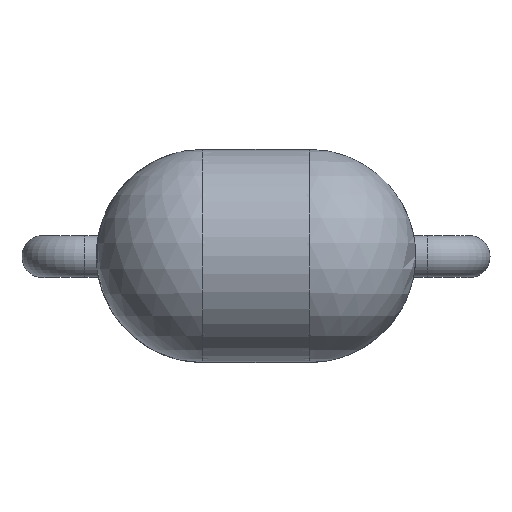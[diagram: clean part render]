
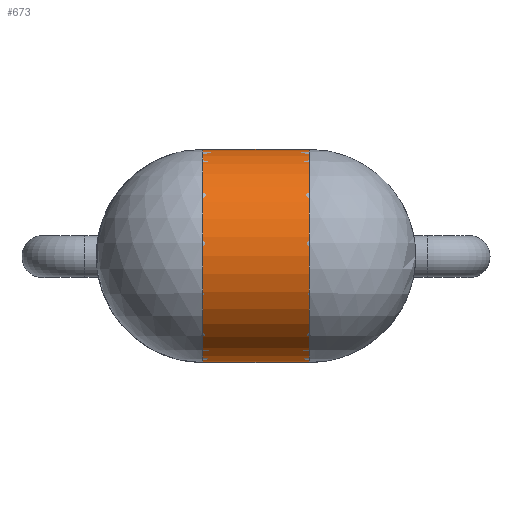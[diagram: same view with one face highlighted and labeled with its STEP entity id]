
A CAD part, top view. The second image highlights one B-rep face of the part: STEP entity #673.
In plain terms, the highlighted cylindrical face has radius 1.27 mm (diameter 2.54 mm), a partial arc.
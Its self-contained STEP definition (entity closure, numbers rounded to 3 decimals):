
#57=LINE($,#1068,#71);
#58=LINE($,#1071,#72);
#71=VECTOR($,#878,1.27);
#72=VECTOR($,#881,1.27);
#146=FACE_OUTER_BOUND($,#210,.T.);
#210=EDGE_LOOP($,(#488,#489,#490,#491));
#266=CIRCLE($,#753,1.27);
#267=CIRCLE($,#754,1.27);
#320=VERTEX_POINT($,#1064);
#321=VERTEX_POINT($,#1065);
#322=VERTEX_POINT($,#1067);
#323=VERTEX_POINT($,#1069);
#384=EDGE_CURVE($,#320,#321,#266,.T.);
#385=EDGE_CURVE($,#322,#321,#57,.T.);
#386=EDGE_CURVE($,#323,#322,#267,.T.);
#387=EDGE_CURVE($,#323,#320,#58,.T.);
#488=ORIENTED_EDGE($,*,*,#384,.T.);
#489=ORIENTED_EDGE($,*,*,#385,.F.);
#490=ORIENTED_EDGE($,*,*,#386,.F.);
#491=ORIENTED_EDGE($,*,*,#387,.T.);
#654=CYLINDRICAL_SURFACE($,#752,1.27);
#673=ADVANCED_FACE($,(#146),#654,.T.);
#752=AXIS2_PLACEMENT_3D($,#1063,#874,#875);
#753=AXIS2_PLACEMENT_3D($,#1066,#876,#877);
#754=AXIS2_PLACEMENT_3D($,#1070,#879,#880);
#874=DIRECTION('center_axis',(1.,0.,0.));
#875=DIRECTION('ref_axis',(0.,0.,1.));
#876=DIRECTION('center_axis',(-1.,0.,0.));
#877=DIRECTION('ref_axis',(0.,0.,1.));
#878=DIRECTION($,(1.,0.,0.));
#879=DIRECTION('center_axis',(-1.,0.,0.));
#880=DIRECTION('ref_axis',(0.,0.,1.));
#881=DIRECTION($,(1.,0.,0.));
#1063=CARTESIAN_POINT('Origin',(-0.635,0.,
4.57));
#1064=CARTESIAN_POINT('',(0.635,-1.27,4.57));
#1065=CARTESIAN_POINT('',(0.635,1.27,4.57));
#1066=CARTESIAN_POINT('Origin',(0.635,0.,
4.57));
#1067=CARTESIAN_POINT('',(-0.635,1.27,4.57));
#1068=CARTESIAN_POINT($,(-0.635,1.27,4.57));
#1069=CARTESIAN_POINT('',(-0.635,-1.27,4.57));
#1070=CARTESIAN_POINT('Origin',(-0.635,0.,
4.57));
#1071=CARTESIAN_POINT($,(-0.635,-1.27,4.57));
